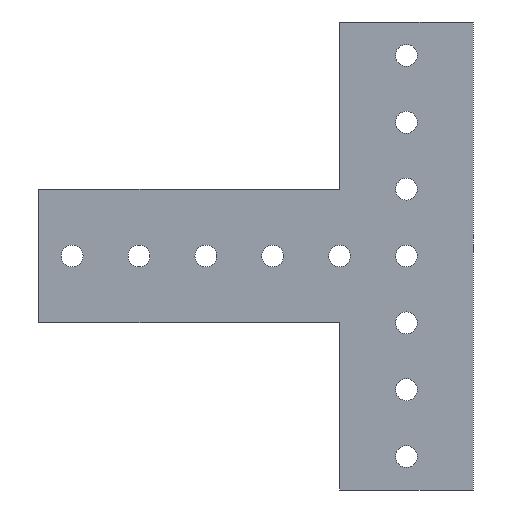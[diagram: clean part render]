
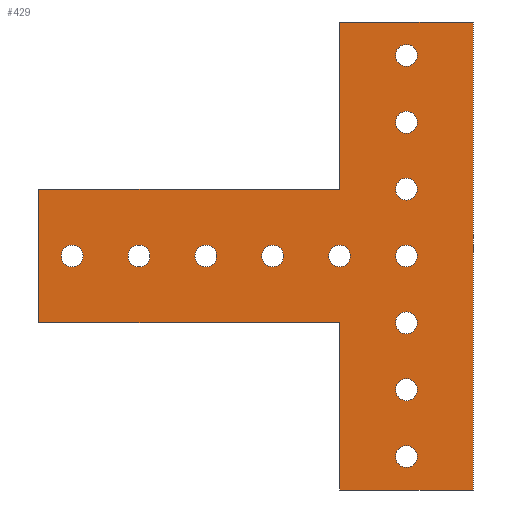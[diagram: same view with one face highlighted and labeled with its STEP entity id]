
A CAD part, front view. The second image highlights one B-rep face of the part: STEP entity #429.
In plain terms, the highlighted planar face has unit normal (0, -1, 0).
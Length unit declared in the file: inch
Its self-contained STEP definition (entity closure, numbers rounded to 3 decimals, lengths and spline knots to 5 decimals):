
#15=LINE('',#679,#39);
#19=LINE('',#687,#43);
#22=LINE('',#693,#46);
#25=LINE('',#699,#49);
#28=LINE('',#705,#52);
#31=LINE('',#711,#55);
#34=LINE('',#717,#58);
#37=LINE('',#722,#61);
#39=VECTOR('',#573,0.3937);
#43=VECTOR('',#579,0.3937);
#46=VECTOR('',#584,0.3937);
#49=VECTOR('',#589,0.3937);
#52=VECTOR('',#594,0.3937);
#55=VECTOR('',#599,0.3937);
#58=VECTOR('',#604,0.3937);
#61=VECTOR('',#609,0.3937);
#71=PLANE('',#495);
#85=FACE_BOUND('',#164,.T.);
#86=FACE_BOUND('',#165,.T.);
#87=FACE_BOUND('',#166,.T.);
#88=FACE_BOUND('',#167,.T.);
#89=FACE_BOUND('',#168,.T.);
#90=FACE_BOUND('',#169,.T.);
#91=FACE_BOUND('',#170,.T.);
#92=FACE_BOUND('',#171,.T.);
#93=FACE_BOUND('',#172,.T.);
#94=FACE_BOUND('',#173,.T.);
#95=FACE_BOUND('',#174,.T.);
#96=FACE_BOUND('',#175,.T.);
#129=FACE_OUTER_BOUND('',#163,.T.);
#163=EDGE_LOOP('',(#357,#358,#359,#360,#361,#362,#363,#364));
#164=EDGE_LOOP('',(#365));
#165=EDGE_LOOP('',(#366));
#166=EDGE_LOOP('',(#367));
#167=EDGE_LOOP('',(#368));
#168=EDGE_LOOP('',(#369));
#169=EDGE_LOOP('',(#370));
#170=EDGE_LOOP('',(#371));
#171=EDGE_LOOP('',(#372));
#172=EDGE_LOOP('',(#373));
#173=EDGE_LOOP('',(#374));
#174=EDGE_LOOP('',(#375));
#175=EDGE_LOOP('',(#376));
#190=CIRCLE('',#453,0.0815);
#192=CIRCLE('',#456,0.0815);
#194=CIRCLE('',#459,0.0815);
#196=CIRCLE('',#462,0.0815);
#198=CIRCLE('',#465,0.0815);
#200=CIRCLE('',#468,0.0815);
#202=CIRCLE('',#471,0.0815);
#204=CIRCLE('',#474,0.0815);
#206=CIRCLE('',#477,0.0815);
#208=CIRCLE('',#480,0.0815);
#210=CIRCLE('',#483,0.0815);
#212=CIRCLE('',#486,0.0815);
#214=VERTEX_POINT('',#619);
#216=VERTEX_POINT('',#624);
#218=VERTEX_POINT('',#629);
#220=VERTEX_POINT('',#634);
#222=VERTEX_POINT('',#639);
#224=VERTEX_POINT('',#644);
#226=VERTEX_POINT('',#649);
#228=VERTEX_POINT('',#654);
#230=VERTEX_POINT('',#659);
#232=VERTEX_POINT('',#664);
#234=VERTEX_POINT('',#669);
#236=VERTEX_POINT('',#674);
#237=VERTEX_POINT('',#677);
#238=VERTEX_POINT('',#678);
#241=VERTEX_POINT('',#686);
#243=VERTEX_POINT('',#692);
#245=VERTEX_POINT('',#698);
#247=VERTEX_POINT('',#704);
#249=VERTEX_POINT('',#710);
#251=VERTEX_POINT('',#716);
#254=EDGE_CURVE('',#214,#214,#190,.T.);
#256=EDGE_CURVE('',#216,#216,#192,.T.);
#258=EDGE_CURVE('',#218,#218,#194,.T.);
#260=EDGE_CURVE('',#220,#220,#196,.T.);
#262=EDGE_CURVE('',#222,#222,#198,.T.);
#264=EDGE_CURVE('',#224,#224,#200,.T.);
#266=EDGE_CURVE('',#226,#226,#202,.T.);
#268=EDGE_CURVE('',#228,#228,#204,.T.);
#270=EDGE_CURVE('',#230,#230,#206,.T.);
#272=EDGE_CURVE('',#232,#232,#208,.T.);
#274=EDGE_CURVE('',#234,#234,#210,.T.);
#276=EDGE_CURVE('',#236,#236,#212,.T.);
#277=EDGE_CURVE('',#237,#238,#15,.T.);
#281=EDGE_CURVE('',#238,#241,#19,.T.);
#284=EDGE_CURVE('',#241,#243,#22,.T.);
#287=EDGE_CURVE('',#243,#245,#25,.T.);
#290=EDGE_CURVE('',#245,#247,#28,.T.);
#293=EDGE_CURVE('',#247,#249,#31,.T.);
#296=EDGE_CURVE('',#249,#251,#34,.T.);
#299=EDGE_CURVE('',#251,#237,#37,.T.);
#357=ORIENTED_EDGE('',*,*,#299,.T.);
#358=ORIENTED_EDGE('',*,*,#277,.T.);
#359=ORIENTED_EDGE('',*,*,#281,.T.);
#360=ORIENTED_EDGE('',*,*,#284,.T.);
#361=ORIENTED_EDGE('',*,*,#287,.T.);
#362=ORIENTED_EDGE('',*,*,#290,.T.);
#363=ORIENTED_EDGE('',*,*,#293,.T.);
#364=ORIENTED_EDGE('',*,*,#296,.T.);
#365=ORIENTED_EDGE('',*,*,#254,.T.);
#366=ORIENTED_EDGE('',*,*,#256,.T.);
#367=ORIENTED_EDGE('',*,*,#258,.T.);
#368=ORIENTED_EDGE('',*,*,#260,.T.);
#369=ORIENTED_EDGE('',*,*,#262,.T.);
#370=ORIENTED_EDGE('',*,*,#264,.T.);
#371=ORIENTED_EDGE('',*,*,#266,.T.);
#372=ORIENTED_EDGE('',*,*,#268,.T.);
#373=ORIENTED_EDGE('',*,*,#270,.T.);
#374=ORIENTED_EDGE('',*,*,#272,.T.);
#375=ORIENTED_EDGE('',*,*,#274,.T.);
#376=ORIENTED_EDGE('',*,*,#276,.T.);
#429=ADVANCED_FACE('',(#129,#85,#86,#87,#88,#89,#90,#91,#92,#93,#94,#95,
#96),#71,.F.);
#453=AXIS2_PLACEMENT_3D('',#620,#503,#504);
#456=AXIS2_PLACEMENT_3D('',#625,#509,#510);
#459=AXIS2_PLACEMENT_3D('',#630,#515,#516);
#462=AXIS2_PLACEMENT_3D('',#635,#521,#522);
#465=AXIS2_PLACEMENT_3D('',#640,#527,#528);
#468=AXIS2_PLACEMENT_3D('',#645,#533,#534);
#471=AXIS2_PLACEMENT_3D('',#650,#539,#540);
#474=AXIS2_PLACEMENT_3D('',#655,#545,#546);
#477=AXIS2_PLACEMENT_3D('',#660,#551,#552);
#480=AXIS2_PLACEMENT_3D('',#665,#557,#558);
#483=AXIS2_PLACEMENT_3D('',#670,#563,#564);
#486=AXIS2_PLACEMENT_3D('',#675,#569,#570);
#495=AXIS2_PLACEMENT_3D('',#724,#611,#612);
#503=DIRECTION('center_axis',(0.,1.,0.));
#504=DIRECTION('ref_axis',(1.,0.,0.));
#509=DIRECTION('center_axis',(0.,1.,0.));
#510=DIRECTION('ref_axis',(1.,0.,0.));
#515=DIRECTION('center_axis',(0.,1.,0.));
#516=DIRECTION('ref_axis',(1.,0.,0.));
#521=DIRECTION('center_axis',(0.,1.,0.));
#522=DIRECTION('ref_axis',(1.,0.,0.));
#527=DIRECTION('center_axis',(0.,1.,0.));
#528=DIRECTION('ref_axis',(1.,0.,0.));
#533=DIRECTION('center_axis',(0.,1.,0.));
#534=DIRECTION('ref_axis',(1.,0.,0.));
#539=DIRECTION('center_axis',(0.,1.,0.));
#540=DIRECTION('ref_axis',(1.,0.,0.));
#545=DIRECTION('center_axis',(0.,1.,0.));
#546=DIRECTION('ref_axis',(1.,0.,0.));
#551=DIRECTION('center_axis',(0.,1.,0.));
#552=DIRECTION('ref_axis',(1.,0.,0.));
#557=DIRECTION('center_axis',(0.,1.,0.));
#558=DIRECTION('ref_axis',(1.,0.,0.));
#563=DIRECTION('center_axis',(0.,1.,0.));
#564=DIRECTION('ref_axis',(1.,0.,0.));
#569=DIRECTION('center_axis',(0.,1.,0.));
#570=DIRECTION('ref_axis',(1.,0.,0.));
#573=DIRECTION('',(0.,0.,-1.));
#579=DIRECTION('',(-1.,0.,0.));
#584=DIRECTION('',(0.,0.,-1.));
#589=DIRECTION('',(1.,0.,0.));
#594=DIRECTION('',(0.,0.,-1.));
#599=DIRECTION('',(1.,0.,0.));
#604=DIRECTION('',(0.,0.,1.));
#609=DIRECTION('',(-1.,0.,0.));
#611=DIRECTION('center_axis',(0.,1.,0.));
#612=DIRECTION('ref_axis',(0.,0.,1.));
#619=CARTESIAN_POINT('',(-3.0815,0.,-1.75));
#620=CARTESIAN_POINT('Origin',(-3.,0.,-1.75));
#624=CARTESIAN_POINT('',(-2.5815,0.,-1.75));
#625=CARTESIAN_POINT('Origin',(-2.5,0.,-1.75));
#629=CARTESIAN_POINT('',(-2.0815,0.,-1.75));
#630=CARTESIAN_POINT('Origin',(-2.,0.,-1.75));
#634=CARTESIAN_POINT('',(-1.5815,0.,-1.75));
#635=CARTESIAN_POINT('Origin',(-1.5,0.,-1.75));
#639=CARTESIAN_POINT('',(-1.0815,0.,-1.75));
#640=CARTESIAN_POINT('Origin',(-1.,0.,-1.75));
#644=CARTESIAN_POINT('',(-0.5815,0.,-1.25));
#645=CARTESIAN_POINT('Origin',(-0.5,0.,-1.25));
#649=CARTESIAN_POINT('',(-0.5815,0.,-0.75));
#650=CARTESIAN_POINT('Origin',(-0.5,0.,-0.75));
#654=CARTESIAN_POINT('',(-0.5815,0.,-3.25));
#655=CARTESIAN_POINT('Origin',(-0.5,0.,-3.25));
#659=CARTESIAN_POINT('',(-0.5815,0.,-2.75));
#660=CARTESIAN_POINT('Origin',(-0.5,0.,-2.75));
#664=CARTESIAN_POINT('',(-0.5815,0.,-2.25));
#665=CARTESIAN_POINT('Origin',(-0.5,0.,-2.25));
#669=CARTESIAN_POINT('',(-0.5815,0.,-1.75));
#670=CARTESIAN_POINT('Origin',(-0.5,0.,-1.75));
#674=CARTESIAN_POINT('',(-0.5815,0.,-0.25));
#675=CARTESIAN_POINT('Origin',(-0.5,0.,-0.25));
#677=CARTESIAN_POINT('',(-1.,0.,0.));
#678=CARTESIAN_POINT('',(-1.,0.,-1.25));
#679=CARTESIAN_POINT('',(-1.,0.,0.));
#686=CARTESIAN_POINT('',(-3.25,0.,-1.25));
#687=CARTESIAN_POINT('',(-1.,0.,-1.25));
#692=CARTESIAN_POINT('',(-3.25,0.,-2.25));
#693=CARTESIAN_POINT('',(-3.25,0.,-1.25));
#698=CARTESIAN_POINT('',(-1.,0.,-2.25));
#699=CARTESIAN_POINT('',(-3.25,0.,-2.25));
#704=CARTESIAN_POINT('',(-1.,0.,-3.5));
#705=CARTESIAN_POINT('',(-1.,0.,-2.25));
#710=CARTESIAN_POINT('',(0.,0.,-3.5));
#711=CARTESIAN_POINT('',(-1.,0.,-3.5));
#716=CARTESIAN_POINT('',(0.,0.,0.));
#717=CARTESIAN_POINT('',(0.,0.,-3.5));
#722=CARTESIAN_POINT('',(0.,0.,0.));
#724=CARTESIAN_POINT('Origin',(-1.20833,0.,-1.75));
